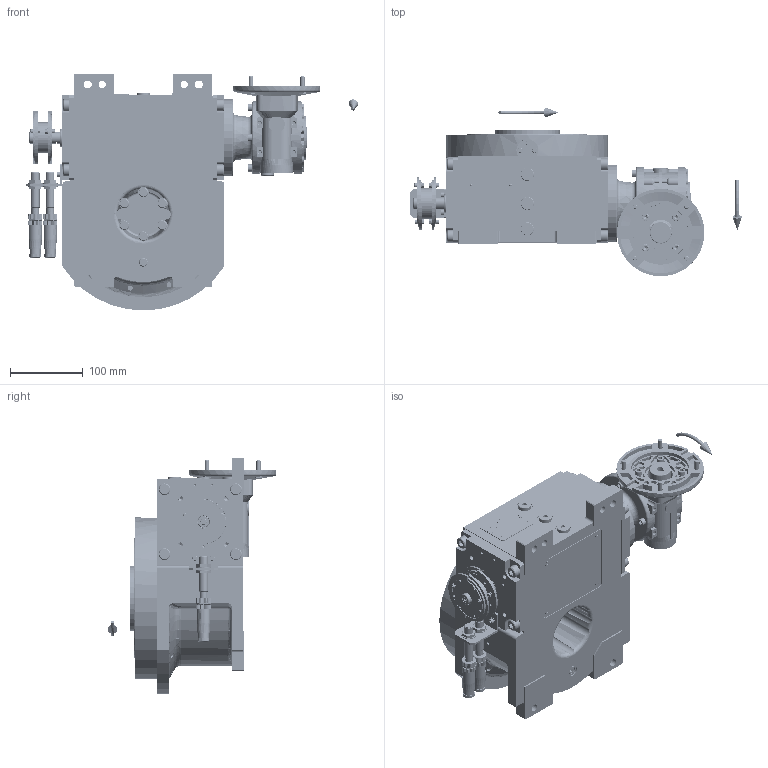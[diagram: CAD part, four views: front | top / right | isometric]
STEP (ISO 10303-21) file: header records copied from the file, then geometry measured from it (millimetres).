
FILE_DESCRIPTION (( 'STEP AP203' ), '1' );
FILE_NAME ('PC5201730.step', '2025-12-04T13:04:23', ( '' ), ( '' ), 'SwSTEP 2.0', 'SolidWorks 2020', '' );
FILE_SCHEMA (( 'CONFIG_CONTROL_DESIGN' ));
Length unit declared in the file: millimetre
Products named in the file (90): cfn2151_01_290; AS_rig06_071_8_m; cfn2000_01_124; cfn2115_02_178; rig06_004_s_001; RIG06_005_ASM.stp; cfn2155_01_056; cfn2401_02_005; cfn2000_01_103; CFN2010_02_002.stp; AS_rig06_004; rig06_015; rig06_005_n_01; cfn2055_01_002; CFN2010_01_012.stp; AS_rig06_002_bl_022; cfn2104_01_016; CFN2104_02_017.stp; cfn2205_01_013; AS_rig06_016; rig06_002_bl_022; CFN2000_01_185.stp; 900_38_30_003; cfn2003_01_054; AS_rig06_015; cfn2128_19_002; cfn2000_01_126; AS_900_38_30_003; cfn2070_05_005; CFN2356_03_047.stp; rig06_016; rig06_003_8; AS_900_00_00_005; cfn2107_01_001; rig06_071_08_m_asm.stp; cfn2115_02_165; cfn2151_01_090; cfn2400_04_024; cfn2155_01_303; cfn2128_04_004 ...
Assembly tree (87 placements, depth 5):
  cfn2151_01_290
  CFN2010_01_012.stp
  cfn2205_01_013
  CFN2356_03_047.stp
  cfn2115_02_165
Bounding box: 455.5 x 231.35 x 325 mm (x, y, z)
Volume: 2984800.8 mm3; surface area: 986132.5 mm2
Topology: 75 solids, 75 shells, 5708 faces, 14567 edges, 9248 vertices
Faces by surface type: plane 2657, cylinder 1946, cone 924, torus 152, bspline 23, sphere 6
Entity records: 159278 total; most frequent: CARTESIAN_POINT 40364, DIRECTION 22965, ORIENTED_EDGE 22762, EDGE_CURVE 11381, AXIS2_PLACEMENT_3D 8426, VERTEX_POINT 7302, LINE 6113, VECTOR 6113
